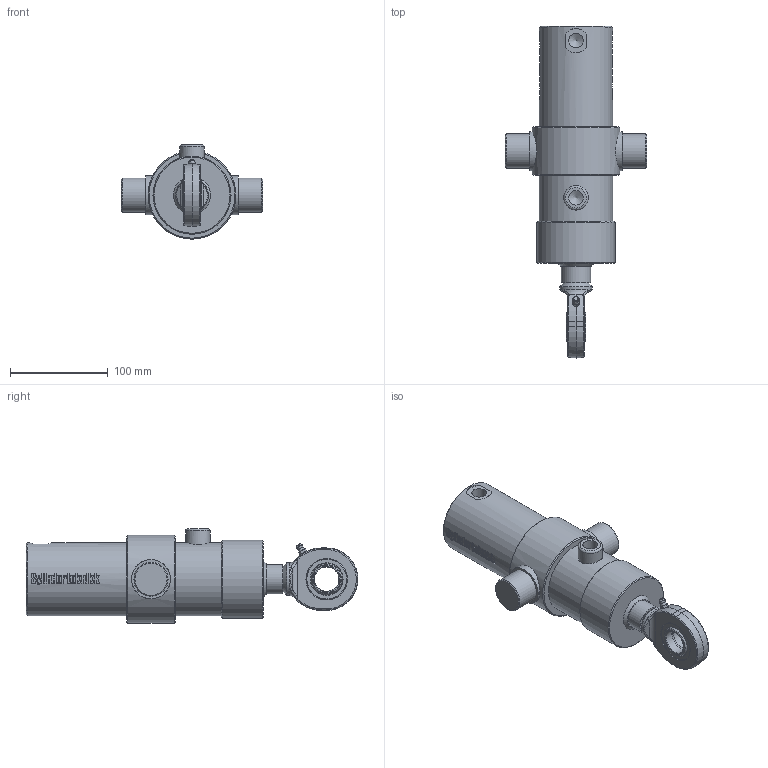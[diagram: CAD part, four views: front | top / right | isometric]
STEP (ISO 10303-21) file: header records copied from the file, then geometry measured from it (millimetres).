
FILE_DESCRIPTION((''),'2;1');
FILE_NAME('DVLP60_30.stp','2010-01-27T11:01:15',('tribel'),(''),'Autodesk Inventor 2009','Autodesk Inventor 2009','');
FILE_SCHEMA(('AUTOMOTIVE_DESIGN { 1 0 10303 214 1 1 1 1 }'));
Length unit declared in the file: millimetre
Products named in the file (5): DVLP60_30; DVLP60_30_body; DVLP60_30_stang; DVLP60_30_Parameters; WS25CKomplett
Assembly tree (4 placements, depth 2):
  DVLP60_30
    DVLP60_30_body
    DVLP60_30_stang
    DVLP60_30_Parameters
    WS25CKomplett
Bounding box: 145 x 340 x 96.5 mm (x, y, z)
Volume: 986768.6 mm3; surface area: 171487.8 mm2
Topology: 3 solids, 4 shells, 659 faces, 1716 edges, 1116 vertices
Faces by surface type: plane 321, bspline 182, cylinder 91, cone 47, torus 14, sphere 4
Full cylindrical faces by diameter (mm): 2.286 x2, 2.6 x2, 3 x1, 5.5 x1, 5.6 x1, 6 x1, 25 x3, 30 x2, 33.5 x1, 35 x1, 40 x1, 42 x2, 60 x2, 75 x2, 80 x1, 90 x1
Entity records: 52008 total; most frequent: CARTESIAN_POINT 37686, ORIENTED_EDGE 3204, DIRECTION 2302, EDGE_CURVE 1604, VERTEX_POINT 1078, AXIS2_PLACEMENT_3D 827, EDGE_LOOP 795, FACE_OUTER_BOUND 659
